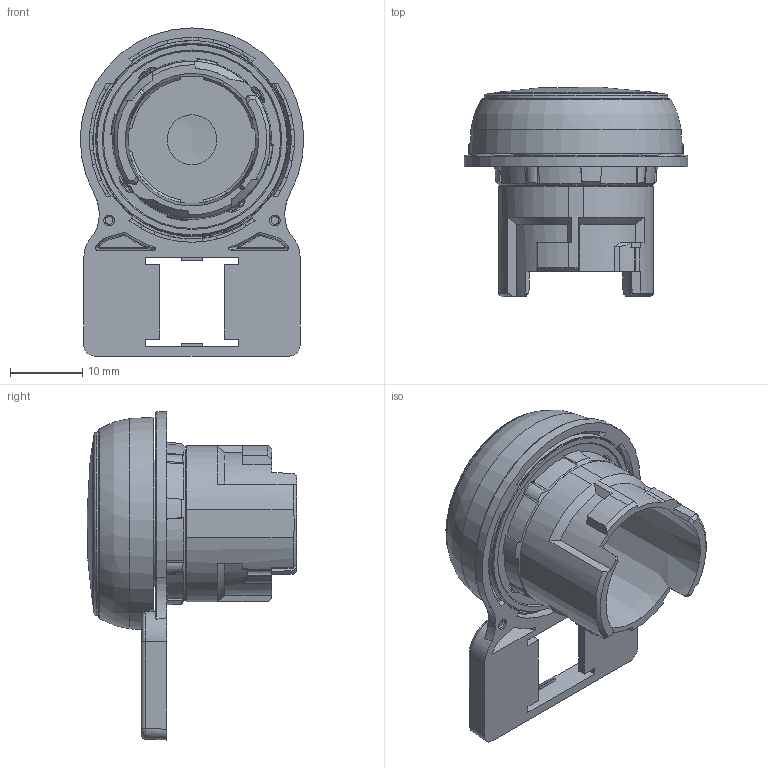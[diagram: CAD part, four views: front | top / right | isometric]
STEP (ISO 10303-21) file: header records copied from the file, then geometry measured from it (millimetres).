
FILE_DESCRIPTION(/* description */ (''),/* implementation_level */ '2;1');
FILE_NAME(/* name */ 'FILE_STP_CAD_DRAWING_LPSL_CATALOG_prt.stp',/* time_stamp */ '2020-10-16T13:42:23+02:00',/* author */ (''),/* organization */ (''),/* preprocessor_version */ 'ST-DEVELOPER v16.7',/* originating_system */ 'SIEMENS PLM Software NX 12.0',/* authorisation */ '');
FILE_SCHEMA (('AUTOMOTIVE_DESIGN { 1 0 10303 214 3 1 1 1 }'));
Length unit declared in the file: millimetre
Products named in the file (1): LPSL_CATALOG
Bounding box: 31 x 29.06 x 45.5 mm (x, y, z)
Surface area: 6492.1 mm2 (no closed solid volume)
Topology: 0 solids, 6 shells, 337 faces, 1068 edges, 713 vertices
Faces by surface type: plane 163, cone 83, cylinder 45, bspline 18, torus 18, sphere 10
Full cylindrical faces by diameter (mm): 26.4 x1, 27.5 x1
Entity records: 13154 total; most frequent: CARTESIAN_POINT 3925, DIRECTION 1971, ORIENTED_EDGE 1793, EDGE_CURVE 1033, AXIS2_PLACEMENT_3D 760, VERTEX_POINT 704, LINE 451, VECTOR 451
